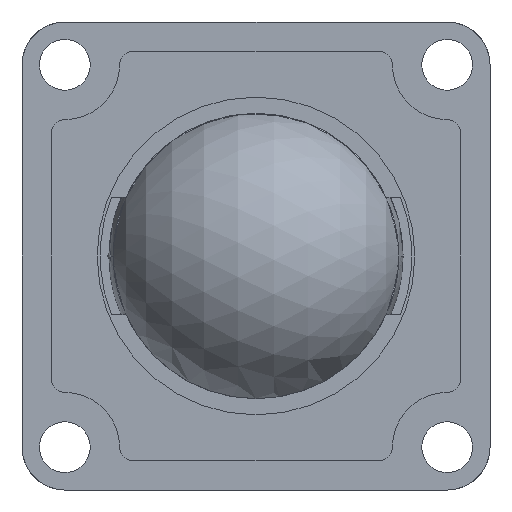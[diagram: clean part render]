
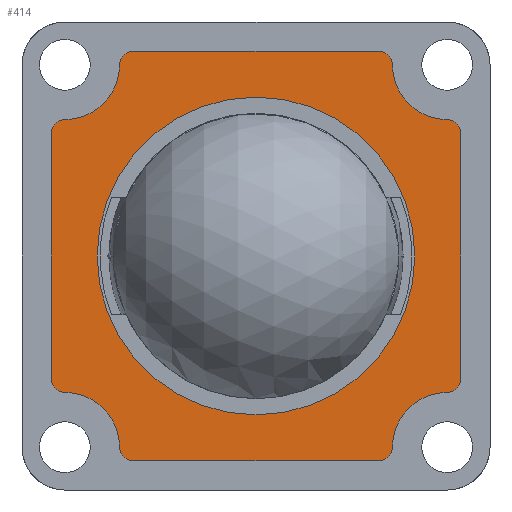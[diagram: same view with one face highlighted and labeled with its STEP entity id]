
A CAD part, left-side view. The second image highlights one B-rep face of the part: STEP entity #414.
In plain terms, the highlighted planar face has unit normal (-1, 0, 0).
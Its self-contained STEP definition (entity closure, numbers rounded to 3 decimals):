
#414=ADVANCED_FACE('',(#1054,#1055),#1056,.F.);
#1054=FACE_OUTER_BOUND('',#1985,.T.);
#1055=FACE_BOUND('',#1986,.T.);
#1056=PLANE('',#1987);
#1985=EDGE_LOOP('',(#3124,#3125,#3126,#3127,#3128,#3129,#3130,#3131,#3132,#3133,#3134,#3135,#3136,#3137,#3138,#3139));
#1986=EDGE_LOOP('',(#3140,#3141));
#1987=AXIS2_PLACEMENT_3D('',#3142,#3143,#3144);
#3124=ORIENTED_EDGE('',*,*,#5308,.T.);
#3125=ORIENTED_EDGE('',*,*,#5313,.T.);
#3126=ORIENTED_EDGE('',*,*,#5317,.T.);
#3127=ORIENTED_EDGE('',*,*,#5321,.T.);
#3128=ORIENTED_EDGE('',*,*,#5325,.T.);
#3129=ORIENTED_EDGE('',*,*,#5329,.T.);
#3130=ORIENTED_EDGE('',*,*,#5333,.T.);
#3131=ORIENTED_EDGE('',*,*,#5337,.T.);
#3132=ORIENTED_EDGE('',*,*,#5341,.T.);
#3133=ORIENTED_EDGE('',*,*,#5345,.T.);
#3134=ORIENTED_EDGE('',*,*,#5349,.T.);
#3135=ORIENTED_EDGE('',*,*,#5353,.T.);
#3136=ORIENTED_EDGE('',*,*,#5357,.T.);
#3137=ORIENTED_EDGE('',*,*,#5361,.T.);
#3138=ORIENTED_EDGE('',*,*,#5365,.T.);
#3139=ORIENTED_EDGE('',*,*,#5369,.T.);
#3140=ORIENTED_EDGE('',*,*,#5306,.T.);
#3141=ORIENTED_EDGE('',*,*,#5221,.T.);
#3142=CARTESIAN_POINT('',(6.0,0.,0.));
#3143=DIRECTION('',(1.0,0.0,0.));
#3144=DIRECTION('',(0.,0.0,1.0));
#5221=EDGE_CURVE('',#6202,#6206,#6208,.T.);
#5306=EDGE_CURVE('',#6206,#6202,#6332,.T.);
#5308=EDGE_CURVE('',#6334,#6335,#6336,.T.);
#5313=EDGE_CURVE('',#6335,#6343,#6344,.T.);
#5317=EDGE_CURVE('',#6343,#6349,#6350,.T.);
#5321=EDGE_CURVE('',#6349,#6355,#6356,.T.);
#5325=EDGE_CURVE('',#6355,#6361,#6362,.T.);
#5329=EDGE_CURVE('',#6361,#6367,#6368,.T.);
#5333=EDGE_CURVE('',#6367,#6373,#6374,.T.);
#5337=EDGE_CURVE('',#6373,#6379,#6380,.T.);
#5341=EDGE_CURVE('',#6379,#6385,#6386,.T.);
#5345=EDGE_CURVE('',#6385,#6391,#6392,.T.);
#5349=EDGE_CURVE('',#6391,#6397,#6398,.T.);
#5353=EDGE_CURVE('',#6397,#6403,#6404,.T.);
#5357=EDGE_CURVE('',#6403,#6409,#6410,.T.);
#5361=EDGE_CURVE('',#6409,#6415,#6416,.T.);
#5365=EDGE_CURVE('',#6415,#6421,#6422,.T.);
#5369=EDGE_CURVE('',#6421,#6334,#6427,.T.);
#6202=VERTEX_POINT('',#7676);
#6206=VERTEX_POINT('',#7681);
#6208=CIRCLE('',#7684,59.4);
#6332=CIRCLE('',#7940,59.4);
#6334=VERTEX_POINT('',#7942);
#6335=VERTEX_POINT('',#7943);
#6336=CIRCLE('',#7944,5.);
#6343=VERTEX_POINT('',#7953);
#6344=CIRCLE('',#7954,20.5);
#6349=VERTEX_POINT('',#7960);
#6350=CIRCLE('',#7961,5.);
#6355=VERTEX_POINT('',#7967);
#6356=LINE('',#7968,#7969);
#6361=VERTEX_POINT('',#7976);
#6362=CIRCLE('',#7977,5.);
#6367=VERTEX_POINT('',#7983);
#6368=CIRCLE('',#7984,20.5);
#6373=VERTEX_POINT('',#7990);
#6374=CIRCLE('',#7991,5.);
#6379=VERTEX_POINT('',#7997);
#6380=LINE('',#7998,#7999);
#6385=VERTEX_POINT('',#8006);
#6386=CIRCLE('',#8007,5.);
#6391=VERTEX_POINT('',#8013);
#6392=CIRCLE('',#8014,20.5);
#6397=VERTEX_POINT('',#8020);
#6398=CIRCLE('',#8021,5.);
#6403=VERTEX_POINT('',#8027);
#6404=LINE('',#8028,#8029);
#6409=VERTEX_POINT('',#8036);
#6410=CIRCLE('',#8037,5.);
#6415=VERTEX_POINT('',#8043);
#6416=CIRCLE('',#8044,20.5);
#6421=VERTEX_POINT('',#8050);
#6422=CIRCLE('',#8051,5.);
#6427=LINE('',#8057,#8058);
#7676=CARTESIAN_POINT('',(6.0,0.,-59.4));
#7681=CARTESIAN_POINT('',(6.0,0.,59.4));
#7684=AXIS2_PLACEMENT_3D('',#10217,#10218,#10219);
#7940=AXIS2_PLACEMENT_3D('',#10344,#10345,#10346);
#7942=CARTESIAN_POINT('',(6.0,76.5,-46.0));
#7943=CARTESIAN_POINT('',(6.0,71.5,-51.0));
#7944=AXIS2_PLACEMENT_3D('',#10347,#10348,#10349);
#7953=CARTESIAN_POINT('',(6.0,51.0,-71.5));
#7954=AXIS2_PLACEMENT_3D('',#10355,#10356,#10357);
#7960=CARTESIAN_POINT('',(6.0,46.0,-76.5));
#7961=AXIS2_PLACEMENT_3D('',#10362,#10363,#10364);
#7967=CARTESIAN_POINT('',(6.0,-46.0,-76.5));
#7968=CARTESIAN_POINT('',(6.0,46.0,-76.5));
#7969=VECTOR('',#10369,1.0);
#7976=CARTESIAN_POINT('',(6.0,-51.0,-71.5));
#7977=AXIS2_PLACEMENT_3D('',#10372,#10373,#10374);
#7983=CARTESIAN_POINT('',(6.0,-71.5,-51.0));
#7984=AXIS2_PLACEMENT_3D('',#10379,#10380,#10381);
#7990=CARTESIAN_POINT('',(6.0,-76.5,-46.0));
#7991=AXIS2_PLACEMENT_3D('',#10386,#10387,#10388);
#7997=CARTESIAN_POINT('',(6.0,-76.5,46.0));
#7998=CARTESIAN_POINT('',(6.0,-76.5,-46.0));
#7999=VECTOR('',#10393,1.0);
#8006=CARTESIAN_POINT('',(6.0,-71.5,51.0));
#8007=AXIS2_PLACEMENT_3D('',#10396,#10397,#10398);
#8013=CARTESIAN_POINT('',(6.0,-51.0,71.5));
#8014=AXIS2_PLACEMENT_3D('',#10403,#10404,#10405);
#8020=CARTESIAN_POINT('',(6.0,-46.0,76.5));
#8021=AXIS2_PLACEMENT_3D('',#10410,#10411,#10412);
#8027=CARTESIAN_POINT('',(6.0,46.0,76.5));
#8028=CARTESIAN_POINT('',(6.0,-46.0,76.5));
#8029=VECTOR('',#10417,1.0);
#8036=CARTESIAN_POINT('',(6.0,51.0,71.5));
#8037=AXIS2_PLACEMENT_3D('',#10420,#10421,#10422);
#8043=CARTESIAN_POINT('',(6.0,71.5,51.0));
#8044=AXIS2_PLACEMENT_3D('',#10427,#10428,#10429);
#8050=CARTESIAN_POINT('',(6.0,76.5,46.0));
#8051=AXIS2_PLACEMENT_3D('',#10434,#10435,#10436);
#8057=CARTESIAN_POINT('',(6.0,76.5,46.0));
#8058=VECTOR('',#10441,1.0);
#10217=CARTESIAN_POINT('',(6.0,0.0,0.));
#10218=DIRECTION('',(1.0,0.0,0.));
#10219=DIRECTION('',(0.,0.0,-1.0));
#10344=CARTESIAN_POINT('',(6.0,0.0,0.));
#10345=DIRECTION('',(1.0,0.0,0.));
#10346=DIRECTION('',(0.,0.0,-1.0));
#10347=CARTESIAN_POINT('',(6.0,71.5,-46.0));
#10348=DIRECTION('',(-1.0,-0.0,0.));
#10349=DIRECTION('',(0.,0.0,-1.0));
#10355=CARTESIAN_POINT('',(6.0,71.5,-71.5));
#10356=DIRECTION('',(1.0,0.0,0.));
#10357=DIRECTION('',(0.,0.0,-1.0));
#10362=CARTESIAN_POINT('',(6.0,46.0,-71.5));
#10363=DIRECTION('',(-1.0,-0.0,0.));
#10364=DIRECTION('',(0.,0.0,-1.0));
#10369=DIRECTION('',(0.0,-1.0,0.0));
#10372=CARTESIAN_POINT('',(6.0,-46.0,-71.5));
#10373=DIRECTION('',(-1.0,-0.0,0.));
#10374=DIRECTION('',(0.,0.0,-1.0));
#10379=CARTESIAN_POINT('',(6.0,-71.5,-71.5));
#10380=DIRECTION('',(1.0,0.0,0.));
#10381=DIRECTION('',(0.,0.0,-1.0));
#10386=CARTESIAN_POINT('',(6.0,-71.5,-46.0));
#10387=DIRECTION('',(-1.0,-0.0,0.));
#10388=DIRECTION('',(0.,0.0,-1.0));
#10393=DIRECTION('',(0.,0.0,1.0));
#10396=CARTESIAN_POINT('',(6.0,-71.5,46.0));
#10397=DIRECTION('',(-1.0,-0.0,0.));
#10398=DIRECTION('',(0.,0.0,-1.0));
#10403=CARTESIAN_POINT('',(6.0,-71.5,71.5));
#10404=DIRECTION('',(1.0,0.0,0.));
#10405=DIRECTION('',(0.,0.0,-1.0));
#10410=CARTESIAN_POINT('',(6.0,-46.0,71.5));
#10411=DIRECTION('',(-1.0,-0.0,0.));
#10412=DIRECTION('',(0.,0.0,-1.0));
#10417=DIRECTION('',(0.0,1.0,0.0));
#10420=CARTESIAN_POINT('',(6.0,46.0,71.5));
#10421=DIRECTION('',(-1.0,-0.0,0.));
#10422=DIRECTION('',(0.,0.0,-1.0));
#10427=CARTESIAN_POINT('',(6.0,71.5,71.5));
#10428=DIRECTION('',(1.0,0.0,0.));
#10429=DIRECTION('',(0.,0.0,-1.0));
#10434=CARTESIAN_POINT('',(6.0,71.5,46.0));
#10435=DIRECTION('',(-1.0,-0.0,0.));
#10436=DIRECTION('',(0.,0.0,-1.0));
#10441=DIRECTION('',(0.,0.0,-1.0));
